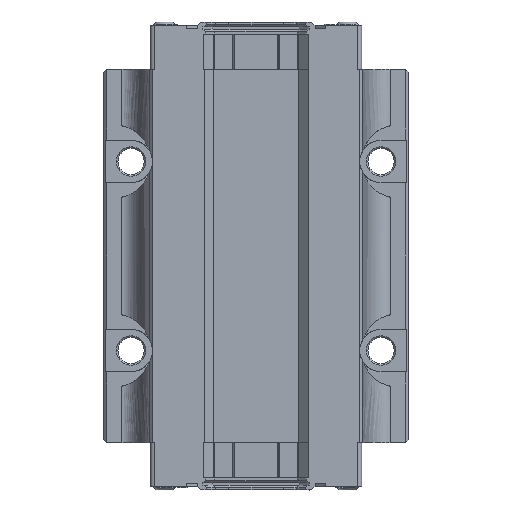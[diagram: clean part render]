
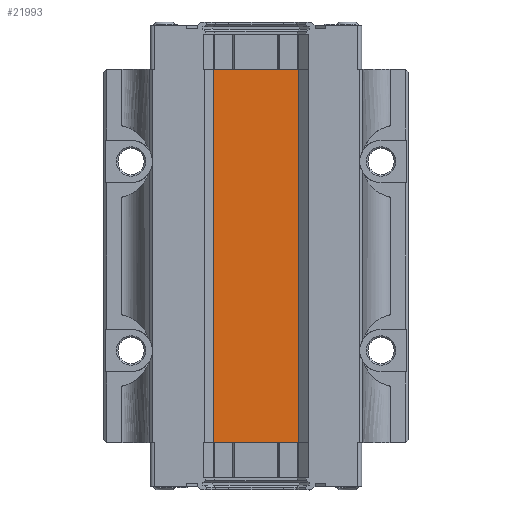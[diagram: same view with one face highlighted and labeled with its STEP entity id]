
A CAD part, front view. The second image highlights one B-rep face of the part: STEP entity #21993.
In plain terms, the highlighted planar face has unit normal (0, -1, 0).
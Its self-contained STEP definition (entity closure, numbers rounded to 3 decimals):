
#215=LINE('',#30915,#2683);
#225=LINE('',#30960,#2693);
#386=LINE('',#31407,#2854);
#387=LINE('',#31454,#2855);
#388=LINE('',#31456,#2856);
#389=LINE('',#31458,#2857);
#390=LINE('',#31460,#2858);
#391=LINE('',#31461,#2859);
#2683=VECTOR('',#25007,0.273);
#2693=VECTOR('',#25043,0.273);
#2854=VECTOR('',#25464,27.475);
#2855=VECTOR('',#25523,122.5);
#2856=VECTOR('',#25524,122.5);
#2857=VECTOR('',#25525,0.273);
#2858=VECTOR('',#25526,27.475);
#2859=VECTOR('',#25527,0.273);
#5632=FACE_OUTER_BOUND('',#6884,.T.);
#6884=EDGE_LOOP('',(#14130,#14131,#14132,#14133,#14134,#14135,#14136,#14137));
#8599=VERTEX_POINT('',#30913);
#8600=VERTEX_POINT('',#30914);
#8621=VERTEX_POINT('',#30958);
#8622=VERTEX_POINT('',#30959);
#8789=VERTEX_POINT('',#31453);
#8790=VERTEX_POINT('',#31455);
#8791=VERTEX_POINT('',#31457);
#8792=VERTEX_POINT('',#31459);
#10605=EDGE_CURVE('',#8599,#8600,#215,.T.);
#10627=EDGE_CURVE('',#8621,#8622,#225,.T.);
#10845=EDGE_CURVE('',#8600,#8621,#386,.T.);
#10862=EDGE_CURVE('',#8622,#8789,#387,.T.);
#10863=EDGE_CURVE('',#8790,#8599,#388,.T.);
#10864=EDGE_CURVE('',#8791,#8790,#389,.T.);
#10865=EDGE_CURVE('',#8792,#8791,#390,.T.);
#10866=EDGE_CURVE('',#8789,#8792,#391,.T.);
#14130=ORIENTED_EDGE('',*,*,#10862,.F.);
#14131=ORIENTED_EDGE('',*,*,#10627,.F.);
#14132=ORIENTED_EDGE('',*,*,#10845,.F.);
#14133=ORIENTED_EDGE('',*,*,#10605,.F.);
#14134=ORIENTED_EDGE('',*,*,#10863,.F.);
#14135=ORIENTED_EDGE('',*,*,#10864,.F.);
#14136=ORIENTED_EDGE('',*,*,#10865,.F.);
#14137=ORIENTED_EDGE('',*,*,#10866,.F.);
#19850=PLANE('',#23337);
#21993=ADVANCED_FACE('',(#5632),#19850,.F.);
#23337=AXIS2_PLACEMENT_3D('',#31452,#25521,#25522);
#25007=DIRECTION('',(1.,0.,0.));
#25043=DIRECTION('',(1.,0.,0.));
#25464=DIRECTION('',(1.,0.,0.));
#25521=DIRECTION('center_axis',(0.,1.,0.));
#25522=DIRECTION('ref_axis',(0.,0.,1.));
#25523=DIRECTION('',(0.,0.,-1.));
#25524=DIRECTION('',(0.,0.,1.));
#25525=DIRECTION('',(-1.,0.,0.));
#25526=DIRECTION('',(-1.,0.,0.));
#25527=DIRECTION('',(-1.,0.,0.));
#30913=CARTESIAN_POINT('',(-14.01,4.9,61.25));
#30914=CARTESIAN_POINT('',(-13.737,4.9,61.25));
#30915=CARTESIAN_POINT('',(-14.01,4.9,61.25));
#30958=CARTESIAN_POINT('',(13.737,4.9,61.25));
#30959=CARTESIAN_POINT('',(14.01,4.9,61.25));
#30960=CARTESIAN_POINT('',(-14.01,4.9,61.25));
#31407=CARTESIAN_POINT('',(-14.01,4.9,61.25));
#31452=CARTESIAN_POINT('Origin',(14.01,4.9,61.25));
#31453=CARTESIAN_POINT('',(14.01,4.9,-61.25));
#31454=CARTESIAN_POINT('',(14.01,4.9,61.25));
#31455=CARTESIAN_POINT('',(-14.01,4.9,-61.25));
#31456=CARTESIAN_POINT('',(-14.01,4.9,-61.25));
#31457=CARTESIAN_POINT('',(-13.737,4.9,-61.25));
#31458=CARTESIAN_POINT('',(14.01,4.9,-61.25));
#31459=CARTESIAN_POINT('',(13.737,4.9,-61.25));
#31460=CARTESIAN_POINT('',(14.01,4.9,-61.25));
#31461=CARTESIAN_POINT('',(14.01,4.9,-61.25));
